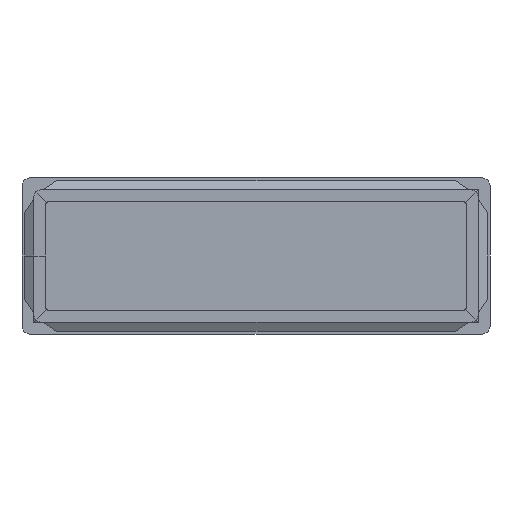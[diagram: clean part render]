
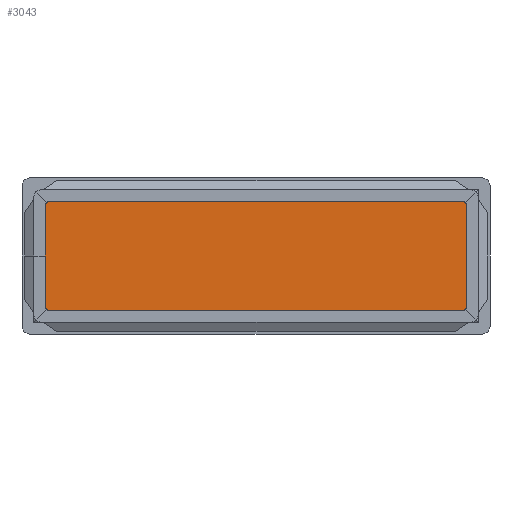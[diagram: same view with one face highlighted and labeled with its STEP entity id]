
A CAD part, front view. The second image highlights one B-rep face of the part: STEP entity #3043.
In plain terms, the highlighted planar face has unit normal (0, -1, 0).
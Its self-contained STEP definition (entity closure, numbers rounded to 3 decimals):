
#162 = CARTESIAN_POINT ( 'NONE',  ( 27., 16., 6.5 ) ) ;
#257 = EDGE_CURVE ( 'NONE', #959, #1567, #1002, .T. ) ;
#278 = ORIENTED_EDGE ( 'NONE', *, *, #1439, .F. ) ;
#293 = CARTESIAN_POINT ( 'NONE',  ( -27., 16., 6.5 ) ) ;
#339 = CARTESIAN_POINT ( 'NONE',  ( 26.5, 16., 7. ) ) ;
#342 = VECTOR ( 'NONE', #2897, 1000. ) ;
#374 = CARTESIAN_POINT ( 'NONE',  ( 27., 16., -6.5 ) ) ;
#375 = CARTESIAN_POINT ( 'NONE',  ( -27., 16., -7. ) ) ;
#402 = EDGE_CURVE ( 'NONE', #1672, #959, #475, .T. ) ;
#425 = AXIS2_PLACEMENT_3D ( 'NONE', #993, #2714, #978 ) ;
#437 = CARTESIAN_POINT ( 'NONE',  ( 27., 16., -7. ) ) ;
#475 = LINE ( 'NONE', #1257, #1708 ) ;
#477 = AXIS2_PLACEMENT_3D ( 'NONE', #3133, #1906, #2861 ) ;
#528 = DIRECTION ( 'NONE',  ( 0., 0., 1. ) ) ;
#529 = EDGE_CURVE ( 'NONE', #1539, #934, #847, .T. ) ;
#689 = EDGE_CURVE ( 'NONE', #1672, #934, #2276, .T. ) ;
#717 = CARTESIAN_POINT ( 'NONE',  ( -27., 16., 7. ) ) ;
#803 = ORIENTED_EDGE ( 'NONE', *, *, #257, .F. ) ;
#837 = EDGE_CURVE ( 'NONE', #2754, #1820, #1812, .T. ) ;
#847 = LINE ( 'NONE', #375, #2734 ) ;
#875 = CARTESIAN_POINT ( 'NONE',  ( 0., 16., 0. ) ) ;
#934 = VERTEX_POINT ( 'NONE', #2084 ) ;
#959 = VERTEX_POINT ( 'NONE', #1825 ) ;
#978 = DIRECTION ( 'NONE',  ( 0., 0., 1. ) ) ;
#979 = EDGE_CURVE ( 'NONE', #2478, #1567, #1347, .T. ) ;
#993 = CARTESIAN_POINT ( 'NONE',  ( 26.5, 16., 6.5 ) ) ;
#1002 = LINE ( 'NONE', #1750, #2627 ) ;
#1081 = CARTESIAN_POINT ( 'NONE',  ( -27., 16., -6.5 ) ) ;
#1215 = LINE ( 'NONE', #437, #1786 ) ;
#1234 = ORIENTED_EDGE ( 'NONE', *, *, #2776, .T. ) ;
#1257 = CARTESIAN_POINT ( 'NONE',  ( -27., 16., -7. ) ) ;
#1267 = ORIENTED_EDGE ( 'NONE', *, *, #837, .T. ) ;
#1306 = PLANE ( 'NONE',  #2001 ) ;
#1324 = DIRECTION ( 'NONE',  ( -1., 0., 0. ) ) ;
#1347 = CIRCLE ( 'NONE', #2023, 0.5 ) ;
#1383 = AXIS2_PLACEMENT_3D ( 'NONE', #1942, #2444, #3135 ) ;
#1400 = EDGE_CURVE ( 'NONE', #2478, #1820, #1911, .T. ) ;
#1439 = EDGE_CURVE ( 'NONE', #2754, #3018, #1215, .T. ) ;
#1539 = VERTEX_POINT ( 'NONE', #2212 ) ;
#1543 = DIRECTION ( 'NONE',  ( 0., 1., 0. ) ) ;
#1567 = VERTEX_POINT ( 'NONE', #293 ) ;
#1583 = EDGE_LOOP ( 'NONE', ( #278, #1267, #2362, #2137, #803, #3128, #2350, #2283, #1234 ) ) ;
#1672 = VERTEX_POINT ( 'NONE', #1081 ) ;
#1708 = VECTOR ( 'NONE', #2463, 1000. ) ;
#1750 = CARTESIAN_POINT ( 'NONE',  ( -27., 16., -7. ) ) ;
#1786 = VECTOR ( 'NONE', #1952, 1000. ) ;
#1812 = CIRCLE ( 'NONE', #425, 0.5 ) ;
#1820 = VERTEX_POINT ( 'NONE', #339 ) ;
#1825 = CARTESIAN_POINT ( 'NONE',  ( -27., 16., 0. ) ) ;
#1906 = DIRECTION ( 'NONE',  ( 0., -1., 0. ) ) ;
#1911 = LINE ( 'NONE', #717, #342 ) ;
#1931 = CARTESIAN_POINT ( 'NONE',  ( -26.5, 16., 6.5 ) ) ;
#1942 = CARTESIAN_POINT ( 'NONE',  ( 26.5, 16., -6.5 ) ) ;
#1952 = DIRECTION ( 'NONE',  ( 0., 0., -1. ) ) ;
#1960 = DIRECTION ( 'NONE',  ( 0., -1., 0. ) ) ;
#1993 = CARTESIAN_POINT ( 'NONE',  ( -26.5, 16., 7. ) ) ;
#2001 = AXIS2_PLACEMENT_3D ( 'NONE', #875, #1543, #3069 ) ;
#2023 = AXIS2_PLACEMENT_3D ( 'NONE', #1931, #1960, #2953 ) ;
#2084 = CARTESIAN_POINT ( 'NONE',  ( -26.5, 16., -7. ) ) ;
#2137 = ORIENTED_EDGE ( 'NONE', *, *, #979, .T. ) ;
#2212 = CARTESIAN_POINT ( 'NONE',  ( 26.5, 16., -7. ) ) ;
#2276 = CIRCLE ( 'NONE', #477, 0.5 ) ;
#2283 = ORIENTED_EDGE ( 'NONE', *, *, #529, .F. ) ;
#2350 = ORIENTED_EDGE ( 'NONE', *, *, #689, .T. ) ;
#2362 = ORIENTED_EDGE ( 'NONE', *, *, #1400, .F. ) ;
#2372 = CIRCLE ( 'NONE', #1383, 0.5 ) ;
#2444 = DIRECTION ( 'NONE',  ( 0., -1., 0. ) ) ;
#2463 = DIRECTION ( 'NONE',  ( 0., 0., 1. ) ) ;
#2478 = VERTEX_POINT ( 'NONE', #1993 ) ;
#2552 = FACE_OUTER_BOUND ( 'NONE', #1583, .T. ) ;
#2627 = VECTOR ( 'NONE', #528, 1000. ) ;
#2714 = DIRECTION ( 'NONE',  ( 0., -1., 0. ) ) ;
#2734 = VECTOR ( 'NONE', #1324, 1000. ) ;
#2754 = VERTEX_POINT ( 'NONE', #162 ) ;
#2776 = EDGE_CURVE ( 'NONE', #1539, #3018, #2372, .T. ) ;
#2861 = DIRECTION ( 'NONE',  ( 0., 0., 1. ) ) ;
#2897 = DIRECTION ( 'NONE',  ( 1., 0., 0. ) ) ;
#2953 = DIRECTION ( 'NONE',  ( 0., 0., 1. ) ) ;
#3018 = VERTEX_POINT ( 'NONE', #374 ) ;
#3043 = ADVANCED_FACE ( 'NONE', ( #2552 ), #1306, .F. ) ;
#3069 = DIRECTION ( 'NONE',  ( 0., 0., 1. ) ) ;
#3128 = ORIENTED_EDGE ( 'NONE', *, *, #402, .F. ) ;
#3133 = CARTESIAN_POINT ( 'NONE',  ( -26.5, 16., -6.5 ) ) ;
#3135 = DIRECTION ( 'NONE',  ( 0., 0., 1. ) ) ;
